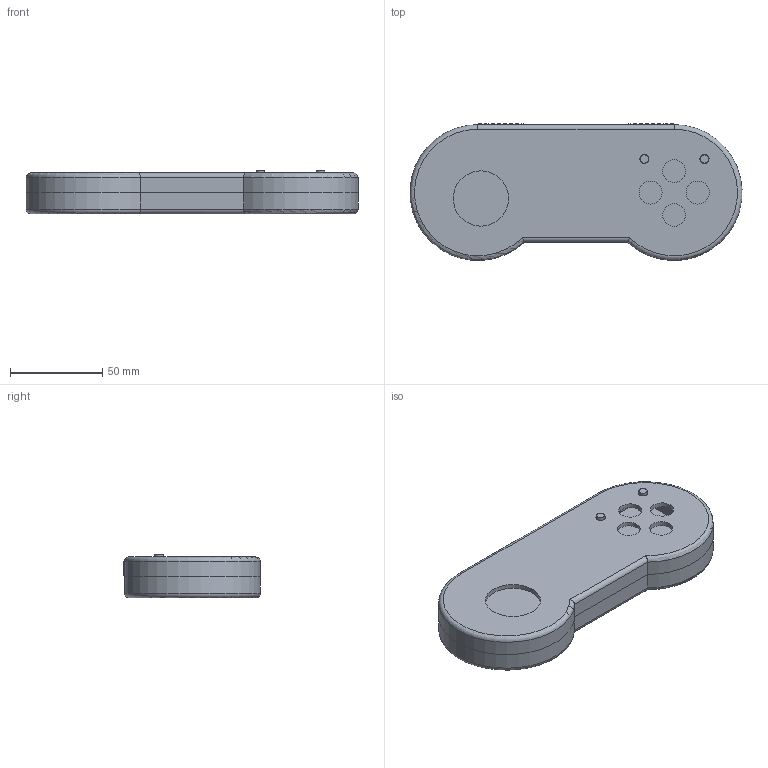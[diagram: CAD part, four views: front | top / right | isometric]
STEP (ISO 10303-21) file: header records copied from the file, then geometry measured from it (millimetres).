
FILE_DESCRIPTION(/* description */ (''),/* implementation_level */ '2;1');
FILE_NAME(/* name */ 'Controller v45.step',/* time_stamp */ '2021-03-04T21:42:18+01:00',/* author */ (''),/* organization */ (''),/* preprocessor_version */ 'ST-DEVELOPER v18.1',/* originating_system */ 'Autodesk Translation Framework v9.10.0.1330',/* authorisation */ '');
FILE_SCHEMA (('AUTOMOTIVE_DESIGN { 1 0 10303 214 3 1 1 }'));
Length unit declared in the file: millimetre
Products named in the file (1): Controller
Bounding box: 180.16 x 74.15 x 23.7 mm (x, y, z)
Volume: 101685.2 mm3; surface area: 79269 mm2
Topology: 7 solids, 7 shells, 277 faces, 695 edges, 456 vertices
Faces by surface type: plane 205, cylinder 57, torus 12, cone 3
Full cylindrical faces by diameter (mm): 2.5 x2, 2.9 x2, 3 x5, 3.5 x2, 4.5 x2, 5 x4, 5.5 x3, 5.6 x1, 8 x4, 11 x3, 12.5 x4, 30 x1
Entity records: 8451 total; most frequent: CARTESIAN_POINT 1641, ORIENTED_EDGE 1390, DIRECTION 1355, EDGE_CURVE 695, LINE 553, VECTOR 553, VERTEX_POINT 456, AXIS2_PLACEMENT_3D 401
